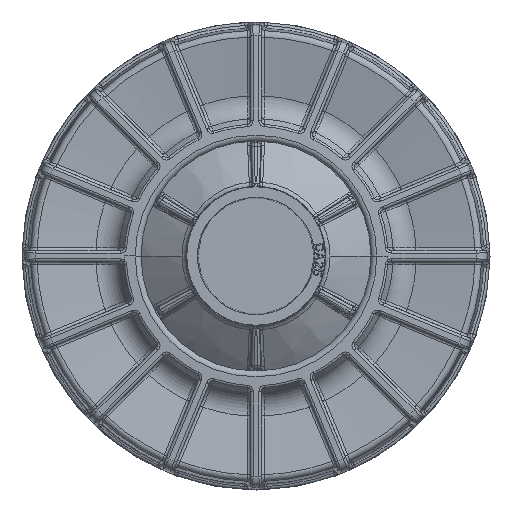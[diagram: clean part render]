
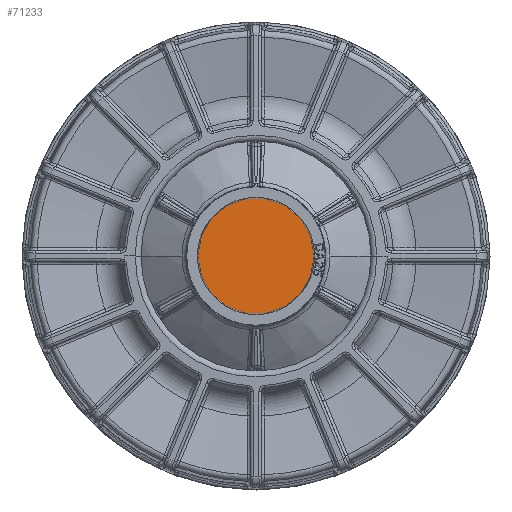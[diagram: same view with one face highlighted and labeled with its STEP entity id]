
A CAD part, front view. The second image highlights one B-rep face of the part: STEP entity #71233.
In plain terms, the highlighted planar face has unit normal (0, -1, 0).
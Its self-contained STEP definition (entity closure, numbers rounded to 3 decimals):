
#19710=CARTESIAN_POINT('',(0.,-43.281,0.));
#19711=DIRECTION('',(0.,1.,0.));
#19712=DIRECTION('',(-1.,0.,0.));
#19713=AXIS2_PLACEMENT_3D('',#19710,#19711,#19712);
#19715=CARTESIAN_POINT('',(0.,-43.281,0.));
#19716=DIRECTION('',(0.,1.,0.));
#19717=DIRECTION('',(1.,0.,0.));
#19718=AXIS2_PLACEMENT_3D('',#19715,#19716,#19717);
#25486=CARTESIAN_POINT('',(-10.48,-43.281,0.));
#25487=CARTESIAN_POINT('',(10.48,-43.281,0.));
#25488=VERTEX_POINT('',#25486);
#25489=VERTEX_POINT('',#25487);
#71223=CARTESIAN_POINT('',(0.,-43.281,0.));
#71224=DIRECTION('',(0.,1.,0.));
#71225=DIRECTION('',(1.,0.,0.));
#71226=AXIS2_PLACEMENT_3D('',#71223,#71224,#71225);
#71227=PLANE('',#71226);
#71228=ORIENTED_EDGE('',*,*,#71206,.T.);
#71230=ORIENTED_EDGE('',*,*,#71229,.T.);
#71231=EDGE_LOOP('',(#71228,#71230));
#71232=FACE_OUTER_BOUND('',#71231,.F.);
#19714=CIRCLE('',#19713,10.48);
#19719=CIRCLE('',#19718,10.48);
#71206=EDGE_CURVE('',#25488,#25489,#19714,.T.);
#71229=EDGE_CURVE('',#25489,#25488,#19719,.T.);
#71233=ADVANCED_FACE('',(#71232),#71227,.F.);
